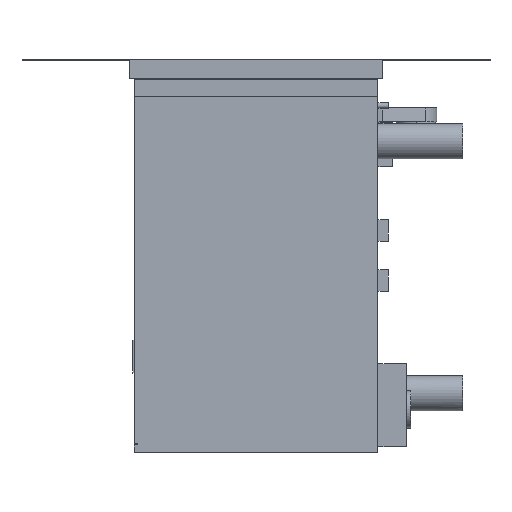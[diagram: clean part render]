
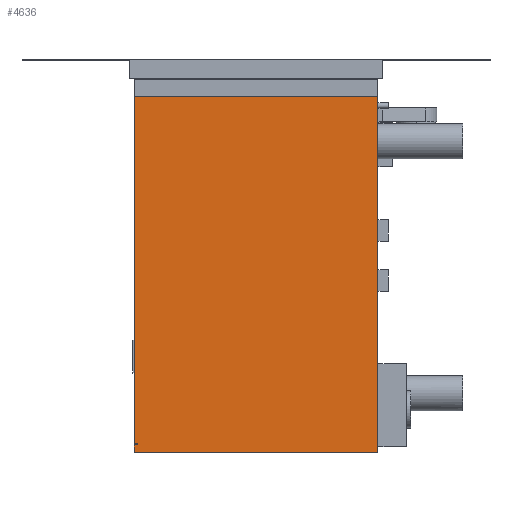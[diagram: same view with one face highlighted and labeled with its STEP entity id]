
A CAD part, left-side view. The second image highlights one B-rep face of the part: STEP entity #4636.
In plain terms, the highlighted planar face has unit normal (-1, 0, 0).
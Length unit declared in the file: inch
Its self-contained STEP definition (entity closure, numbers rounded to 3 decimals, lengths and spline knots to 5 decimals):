
#92 = CARTESIAN_POINT ( 'NONE',  ( -15.025, 25.3665, 1.609 ) ) ;
#2136 = CARTESIAN_POINT ( 'NONE',  ( -15.025, -26.1165, 76.246 ) ) ;
#2315 = CARTESIAN_POINT ( 'NONE',  ( -15.025, 25.3665, 1.609 ) ) ;
#2383 = LINE ( 'NONE', #2136, #22121 ) ;
#3406 = CARTESIAN_POINT ( 'NONE',  ( -15.025, 26.1165, 0. ) ) ;
#3637 = VERTEX_POINT ( 'NONE', #19778 ) ;
#4636 = ADVANCED_FACE ( 'NONE', ( #35281 ), #28546, .F. ) ;
#4856 = DIRECTION ( 'NONE',  ( 0., 0., -1. ) ) ;
#5073 = EDGE_CURVE ( 'NONE', #3637, #15891, #30696, .T. ) ;
#5106 = CARTESIAN_POINT ( 'NONE',  ( -15.025, -26.1165, 79.996 ) ) ;
#5943 = EDGE_CURVE ( 'NONE', #15891, #14918, #33846, .T. ) ;
#6724 = LINE ( 'NONE', #33310, #29392 ) ;
#7536 = ORIENTED_EDGE ( 'NONE', *, *, #32070, .F. ) ;
#8685 = CARTESIAN_POINT ( 'NONE',  ( -15.025, -26.1165, 0. ) ) ;
#10152 = CARTESIAN_POINT ( 'NONE',  ( -15.025, 25.3665, 1.859 ) ) ;
#10317 = CARTESIAN_POINT ( 'NONE',  ( -15.025, -26.1165, 76.246 ) ) ;
#10590 = EDGE_CURVE ( 'NONE', #16937, #14918, #36398, .T. ) ;
#11167 = CARTESIAN_POINT ( 'NONE',  ( -15.025, 26.1165, 76.246 ) ) ;
#11682 = AXIS2_PLACEMENT_3D ( 'NONE', #14066, #34270, #31472 ) ;
#12242 = DIRECTION ( 'NONE',  ( 0., 0., 1. ) ) ;
#12290 = EDGE_LOOP ( 'NONE', ( #7536, #13834, #16131, #20670, #33961, #21130, #31526, #13093 ) ) ;
#12747 = VECTOR ( 'NONE', #12242, 39.37008 ) ;
#13093 = ORIENTED_EDGE ( 'NONE', *, *, #23164, .F. ) ;
#13834 = ORIENTED_EDGE ( 'NONE', *, *, #29666, .T. ) ;
#14066 = CARTESIAN_POINT ( 'NONE',  ( -15.025, 26.1165, 79.996 ) ) ;
#14257 = CARTESIAN_POINT ( 'NONE',  ( -15.025, 26.1165, 1.859 ) ) ;
#14338 = DIRECTION ( 'NONE',  ( 0., 1., 0. ) ) ;
#14671 = LINE ( 'NONE', #2315, #22068 ) ;
#14918 = VERTEX_POINT ( 'NONE', #8685 ) ;
#15891 = VERTEX_POINT ( 'NONE', #3406 ) ;
#16131 = ORIENTED_EDGE ( 'NONE', *, *, #5073, .T. ) ;
#16937 = VERTEX_POINT ( 'NONE', #10317 ) ;
#17437 = EDGE_CURVE ( 'NONE', #24391, #22251, #6724, .T. ) ;
#18157 = CARTESIAN_POINT ( 'NONE',  ( -15.025, 26.1165, 79.996 ) ) ;
#19239 = DIRECTION ( 'NONE',  ( 0., -1., 0. ) ) ;
#19778 = CARTESIAN_POINT ( 'NONE',  ( -15.025, 26.1165, 1.609 ) ) ;
#20618 = LINE ( 'NONE', #35652, #12747 ) ;
#20670 = ORIENTED_EDGE ( 'NONE', *, *, #5943, .T. ) ;
#21130 = ORIENTED_EDGE ( 'NONE', *, *, #25931, .T. ) ;
#21133 = CARTESIAN_POINT ( 'NONE',  ( -15.025, 25.3665, 1.859 ) ) ;
#21496 = DIRECTION ( 'NONE',  ( 0., 0., -1. ) ) ;
#22068 = VECTOR ( 'NONE', #25744, 39.37008 ) ;
#22121 = VECTOR ( 'NONE', #14338, 39.37008 ) ;
#22251 = VERTEX_POINT ( 'NONE', #14257 ) ;
#22283 = DIRECTION ( 'NONE',  ( 0., 1., 0. ) ) ;
#22872 = VECTOR ( 'NONE', #21496, 39.37008 ) ;
#23164 = EDGE_CURVE ( 'NONE', #37858, #22251, #30973, .T. ) ;
#24391 = VERTEX_POINT ( 'NONE', #11167 ) ;
#24954 = DIRECTION ( 'NONE',  ( 0., 0., -1. ) ) ;
#25744 = DIRECTION ( 'NONE',  ( 0., 1., 0. ) ) ;
#25931 = EDGE_CURVE ( 'NONE', #16937, #24391, #2383, .T. ) ;
#26042 = VERTEX_POINT ( 'NONE', #92 ) ;
#26058 = VECTOR ( 'NONE', #19239, 39.37008 ) ;
#26862 = VECTOR ( 'NONE', #22283, 39.37008 ) ;
#27267 = VECTOR ( 'NONE', #4856, 39.37008 ) ;
#28546 = PLANE ( 'NONE',  #11682 ) ;
#29392 = VECTOR ( 'NONE', #24954, 39.37008 ) ;
#29666 = EDGE_CURVE ( 'NONE', #26042, #3637, #14671, .T. ) ;
#30696 = LINE ( 'NONE', #18157, #22872 ) ;
#30973 = LINE ( 'NONE', #10152, #26862 ) ;
#31472 = DIRECTION ( 'NONE',  ( 0., 0., -1. ) ) ;
#31526 = ORIENTED_EDGE ( 'NONE', *, *, #17437, .T. ) ;
#32070 = EDGE_CURVE ( 'NONE', #26042, #37858, #20618, .T. ) ;
#33310 = CARTESIAN_POINT ( 'NONE',  ( -15.025, 26.1165, 79.996 ) ) ;
#33794 = CARTESIAN_POINT ( 'NONE',  ( -15.025, 26.1165, 0. ) ) ;
#33846 = LINE ( 'NONE', #33794, #26058 ) ;
#33961 = ORIENTED_EDGE ( 'NONE', *, *, #10590, .F. ) ;
#34270 = DIRECTION ( 'NONE',  ( 1., 0., 0. ) ) ;
#35281 = FACE_OUTER_BOUND ( 'NONE', #12290, .T. ) ;
#35652 = CARTESIAN_POINT ( 'NONE',  ( -15.025, 25.3665, 1.609 ) ) ;
#36398 = LINE ( 'NONE', #5106, #27267 ) ;
#37858 = VERTEX_POINT ( 'NONE', #21133 ) ;
